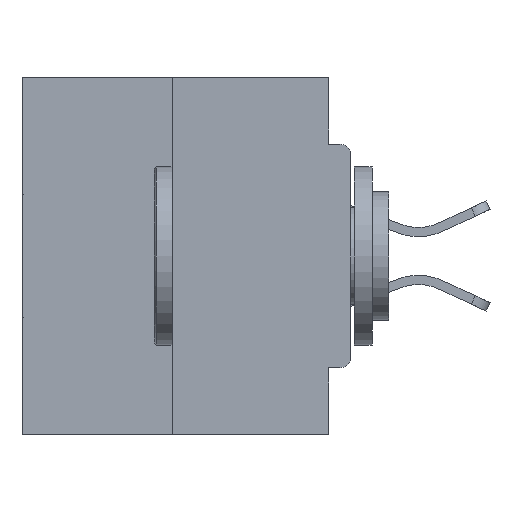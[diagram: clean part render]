
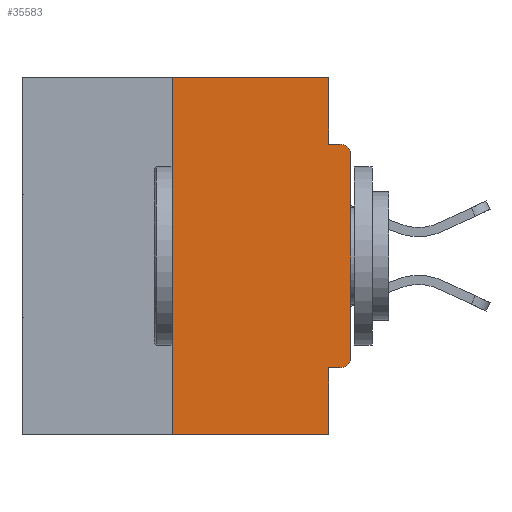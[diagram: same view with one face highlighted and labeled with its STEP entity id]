
A CAD part, left-side view. The second image highlights one B-rep face of the part: STEP entity #35583.
In plain terms, the highlighted planar face has unit normal (-1, 0, 0).
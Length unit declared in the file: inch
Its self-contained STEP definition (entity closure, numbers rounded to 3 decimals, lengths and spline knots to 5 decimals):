
#162 = VERTEX_POINT ( 'NONE', #15633 ) ;
#1928 = LINE ( 'NONE', #20145, #9671 ) ;
#2297 = ORIENTED_EDGE ( 'NONE', *, *, #15479, .T. ) ;
#2984 = CARTESIAN_POINT ( 'NONE',  ( 0., 0.031, 0. ) ) ;
#3064 = CARTESIAN_POINT ( 'NONE',  ( 0., 0.031, -0.0935 ) ) ;
#3086 = CARTESIAN_POINT ( 'NONE',  ( 0., 0.031, -0.5 ) ) ;
#4004 = EDGE_CURVE ( 'NONE', #7562, #36893, #25076, .T. ) ;
#4126 = FACE_OUTER_BOUND ( 'NONE', #35806, .T. ) ;
#4263 = CARTESIAN_POINT ( 'NONE',  ( 0., 0.031, -0.5 ) ) ;
#5953 = EDGE_CURVE ( 'NONE', #7562, #162, #20604, .T. ) ;
#6464 = VERTEX_POINT ( 'NONE', #4263 ) ;
#6737 = LINE ( 'NONE', #2984, #29961 ) ;
#7152 = DIRECTION ( 'NONE',  ( 0., 1., 0. ) ) ;
#7160 = ORIENTED_EDGE ( 'NONE', *, *, #31342, .T. ) ;
#7562 = VERTEX_POINT ( 'NONE', #20398 ) ;
#8079 = CARTESIAN_POINT ( 'NONE',  ( 0., 0.015, -0.3915 ) ) ;
#8446 = VECTOR ( 'NONE', #23130, 39.37008 ) ;
#9107 = CARTESIAN_POINT ( 'NONE',  ( 0., 0.46, 0. ) ) ;
#9402 = ORIENTED_EDGE ( 'NONE', *, *, #26459, .F. ) ;
#9671 = VECTOR ( 'NONE', #14172, 39.37008 ) ;
#10042 = ORIENTED_EDGE ( 'NONE', *, *, #4004, .F. ) ;
#10442 = DIRECTION ( 'NONE',  ( 0., 0., 1. ) ) ;
#10546 = VECTOR ( 'NONE', #27332, 39.37008 ) ;
#10629 = CARTESIAN_POINT ( 'NONE',  ( 0., 0.25, 0. ) ) ;
#11181 = DIRECTION ( 'NONE',  ( 0., 0., -1. ) ) ;
#11536 = EDGE_CURVE ( 'NONE', #25519, #38800, #26144, .T. ) ;
#12085 = PLANE ( 'NONE',  #33572 ) ;
#12145 = EDGE_CURVE ( 'NONE', #38800, #27928, #6737, .T. ) ;
#12757 = ORIENTED_EDGE ( 'NONE', *, *, #5953, .T. ) ;
#13921 = LINE ( 'NONE', #17971, #10546 ) ;
#14110 = ORIENTED_EDGE ( 'NONE', *, *, #12145, .F. ) ;
#14172 = DIRECTION ( 'NONE',  ( 0., -1., 0. ) ) ;
#14288 = EDGE_CURVE ( 'NONE', #30036, #25519, #25421, .T. ) ;
#15151 = CARTESIAN_POINT ( 'NONE',  ( 0., 0.031, 0. ) ) ;
#15479 = EDGE_CURVE ( 'NONE', #162, #37507, #13921, .T. ) ;
#15633 = CARTESIAN_POINT ( 'NONE',  ( 0., 0., -0.3915 ) ) ;
#17281 = ORIENTED_EDGE ( 'NONE', *, *, #11536, .F. ) ;
#17823 = DIRECTION ( 'NONE',  ( 0., 0., -1. ) ) ;
#17971 = CARTESIAN_POINT ( 'NONE',  ( 0., 0., 0. ) ) ;
#18166 = DIRECTION ( 'NONE',  ( 0., 0., -1. ) ) ;
#18342 = ORIENTED_EDGE ( 'NONE', *, *, #14288, .F. ) ;
#19301 = CARTESIAN_POINT ( 'NONE',  ( 0., 0., -0.4065 ) ) ;
#20145 = CARTESIAN_POINT ( 'NONE',  ( 0., 0., -0.0935 ) ) ;
#20398 = CARTESIAN_POINT ( 'NONE',  ( 0., 0.015, -0.4065 ) ) ;
#20604 = CIRCLE ( 'NONE', #31818, 0.015 ) ;
#21427 = DIRECTION ( 'NONE',  ( 1., 0., 0. ) ) ;
#21493 = DIRECTION ( 'NONE',  ( 0., -1., 0. ) ) ;
#21825 = EDGE_CURVE ( 'NONE', #30036, #6464, #26859, .T. ) ;
#21908 = ORIENTED_EDGE ( 'NONE', *, *, #39121, .F. ) ;
#22372 = VERTEX_POINT ( 'NONE', #27113 ) ;
#23107 = ORIENTED_EDGE ( 'NONE', *, *, #21825, .T. ) ;
#23130 = DIRECTION ( 'NONE',  ( 0., -1., 0. ) ) ;
#23269 = DIRECTION ( 'NONE',  ( 0., 0., -1. ) ) ;
#23942 = CARTESIAN_POINT ( 'NONE',  ( 0., 0., -0.1085 ) ) ;
#25076 = LINE ( 'NONE', #19301, #29890 ) ;
#25421 = LINE ( 'NONE', #25892, #35536 ) ;
#25519 = VERTEX_POINT ( 'NONE', #10629 ) ;
#25892 = CARTESIAN_POINT ( 'NONE',  ( 0., 0.25, 0. ) ) ;
#26144 = LINE ( 'NONE', #36760, #37693 ) ;
#26145 = CIRCLE ( 'NONE', #28777, 0.015 ) ;
#26459 = EDGE_CURVE ( 'NONE', #36893, #6464, #34236, .T. ) ;
#26859 = LINE ( 'NONE', #29311, #8446 ) ;
#27113 = CARTESIAN_POINT ( 'NONE',  ( 0., 0.015, -0.0935 ) ) ;
#27164 = CARTESIAN_POINT ( 'NONE',  ( 0., 0.031, -0.4065 ) ) ;
#27332 = DIRECTION ( 'NONE',  ( 0., 0., 1. ) ) ;
#27485 = VECTOR ( 'NONE', #23269, 39.37008 ) ;
#27499 = DIRECTION ( 'NONE',  ( 0., 0., -1. ) ) ;
#27928 = VERTEX_POINT ( 'NONE', #3064 ) ;
#28777 = AXIS2_PLACEMENT_3D ( 'NONE', #30227, #36313, #17823 ) ;
#29311 = CARTESIAN_POINT ( 'NONE',  ( 0., 0.46, -0.5 ) ) ;
#29690 = DIRECTION ( 'NONE',  ( -1., 0., 0. ) ) ;
#29890 = VECTOR ( 'NONE', #7152, 39.37008 ) ;
#29961 = VECTOR ( 'NONE', #27499, 39.37008 ) ;
#30036 = VERTEX_POINT ( 'NONE', #39274 ) ;
#30227 = CARTESIAN_POINT ( 'NONE',  ( 0., 0.015, -0.1085 ) ) ;
#31342 = EDGE_CURVE ( 'NONE', #37507, #22372, #26145, .T. ) ;
#31818 = AXIS2_PLACEMENT_3D ( 'NONE', #8079, #29690, #11181 ) ;
#33572 = AXIS2_PLACEMENT_3D ( 'NONE', #9107, #21427, #18166 ) ;
#34236 = LINE ( 'NONE', #3086, #27485 ) ;
#35536 = VECTOR ( 'NONE', #10442, 39.37008 ) ;
#35583 = ADVANCED_FACE ( 'NONE', ( #4126 ), #12085, .F. ) ;
#35806 = EDGE_LOOP ( 'NONE', ( #17281, #18342, #23107, #9402, #10042, #12757, #2297, #7160, #21908, #14110 ) ) ;
#36313 = DIRECTION ( 'NONE',  ( -1., 0., 0. ) ) ;
#36760 = CARTESIAN_POINT ( 'NONE',  ( 0., 0.46, 0. ) ) ;
#36893 = VERTEX_POINT ( 'NONE', #27164 ) ;
#37507 = VERTEX_POINT ( 'NONE', #23942 ) ;
#37693 = VECTOR ( 'NONE', #21493, 39.37008 ) ;
#38800 = VERTEX_POINT ( 'NONE', #15151 ) ;
#39121 = EDGE_CURVE ( 'NONE', #27928, #22372, #1928, .T. ) ;
#39274 = CARTESIAN_POINT ( 'NONE',  ( 0., 0.25, -0.5 ) ) ;
